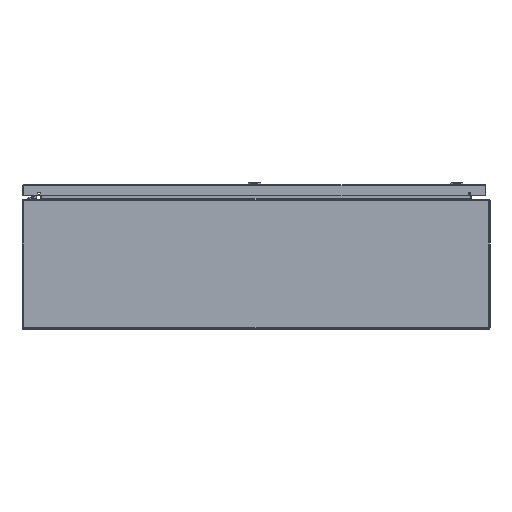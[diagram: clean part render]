
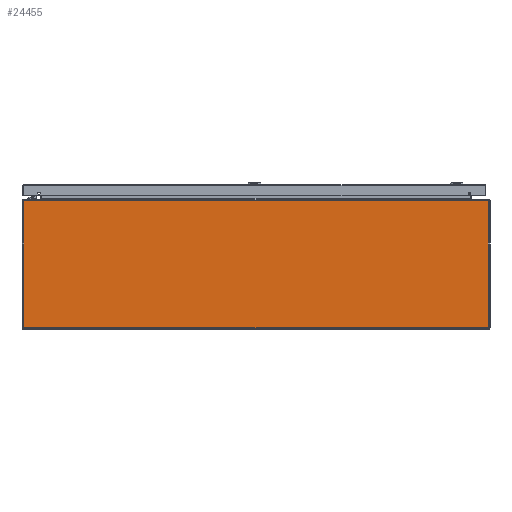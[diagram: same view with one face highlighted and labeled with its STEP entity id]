
A CAD part, front view. The second image highlights one B-rep face of the part: STEP entity #24455.
In plain terms, the highlighted planar face has unit normal (0, -1, 0).
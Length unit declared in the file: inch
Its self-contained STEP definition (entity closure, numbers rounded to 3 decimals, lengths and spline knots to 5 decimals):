
#1073 = VERTEX_POINT ( 'NONE', #72509 ) ;
#1644 = DIRECTION ( 'NONE',  ( 0., 0., 1. ) ) ;
#1655 = FACE_OUTER_BOUND ( 'NONE', #68557, .T. ) ;
#5407 = ORIENTED_EDGE ( 'NONE', *, *, #58110, .T. ) ;
#6142 = DIRECTION ( 'NONE',  ( 1., 0., 0. ) ) ;
#8565 = EDGE_CURVE ( 'NONE', #1073, #33071, #50293, .T. ) ;
#9211 = VERTEX_POINT ( 'NONE', #34814 ) ;
#10194 = VECTOR ( 'NONE', #6142, 39.37008 ) ;
#12541 = ORIENTED_EDGE ( 'NONE', *, *, #17769, .T. ) ;
#14005 = DIRECTION ( 'NONE',  ( 0., 1., 0. ) ) ;
#15344 = EDGE_CURVE ( 'NONE', #9211, #1073, #31417, .T. ) ;
#17769 = EDGE_CURVE ( 'NONE', #33071, #19590, #36386, .T. ) ;
#19456 = DIRECTION ( 'NONE',  ( -1., 0., 0. ) ) ;
#19590 = VERTEX_POINT ( 'NONE', #70460 ) ;
#19668 = DIRECTION ( 'NONE',  ( 0., 0., -1. ) ) ;
#19983 = CARTESIAN_POINT ( 'NONE',  ( -18., -30., 5. ) ) ;
#21769 = ORIENTED_EDGE ( 'NONE', *, *, #15344, .T. ) ;
#24455 = ADVANCED_FACE ( 'NONE', ( #1655 ), #74483, .F. ) ;
#27222 = CARTESIAN_POINT ( 'NONE',  ( -17.88189, -30., 5. ) ) ;
#28153 = ORIENTED_EDGE ( 'NONE', *, *, #8565, .T. ) ;
#30051 = AXIS2_PLACEMENT_3D ( 'NONE', #19983, #14005, #38274 ) ;
#31417 = LINE ( 'NONE', #55666, #50528 ) ;
#33071 = VERTEX_POINT ( 'NONE', #66702 ) ;
#34814 = CARTESIAN_POINT ( 'NONE',  ( 17.88189, -30., 4.88189 ) ) ;
#36386 = LINE ( 'NONE', #77372, #10194 ) ;
#38274 = DIRECTION ( 'NONE',  ( 0., 0., 1. ) ) ;
#41049 = VECTOR ( 'NONE', #19668, 39.37008 ) ;
#50293 = LINE ( 'NONE', #27222, #41049 ) ;
#50528 = VECTOR ( 'NONE', #19456, 39.37008 ) ;
#54217 = CARTESIAN_POINT ( 'NONE',  ( 17.88189, -30., 5. ) ) ;
#55666 = CARTESIAN_POINT ( 'NONE',  ( -18., -30., 4.88189 ) ) ;
#58110 = EDGE_CURVE ( 'NONE', #19590, #9211, #70938, .T. ) ;
#66702 = CARTESIAN_POINT ( 'NONE',  ( -17.88189, -30., -4.88189 ) ) ;
#68557 = EDGE_LOOP ( 'NONE', ( #28153, #12541, #5407, #21769 ) ) ;
#70460 = CARTESIAN_POINT ( 'NONE',  ( 17.88189, -30., -4.88189 ) ) ;
#70938 = LINE ( 'NONE', #54217, #75550 ) ;
#72509 = CARTESIAN_POINT ( 'NONE',  ( -17.88189, -30., 4.88189 ) ) ;
#74483 = PLANE ( 'NONE',  #30051 ) ;
#75550 = VECTOR ( 'NONE', #1644, 39.37008 ) ;
#77372 = CARTESIAN_POINT ( 'NONE',  ( 18., -30., -4.88189 ) ) ;
